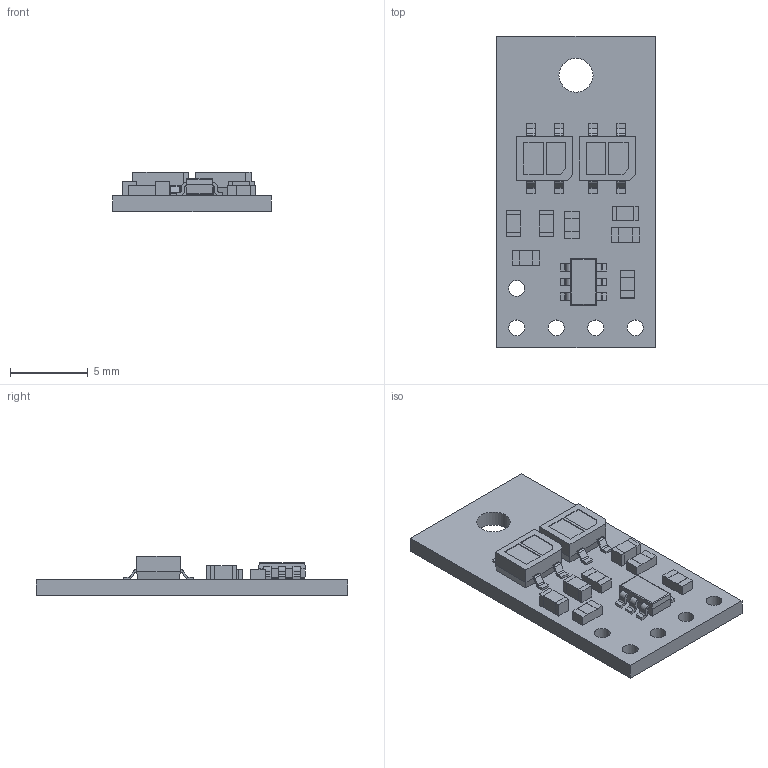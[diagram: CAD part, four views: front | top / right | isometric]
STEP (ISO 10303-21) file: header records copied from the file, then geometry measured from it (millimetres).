
FILE_DESCRIPTION (( 'STEP AP214' ), '1' );
FILE_NAME ('qtr-hd-02x-reflectance-sensor-array.step', '2018-09-28T18:07:52', ( '' ), ( '' ), 'SwSTEP 2.0', 'SolidWorks 2016', '' );
FILE_SCHEMA (( 'AUTOMOTIVE_DESIGN' ));
Length unit declared in the file: millimetre
Products named in the file (1): qtr-hd-02x-reflectance-sensor-array
Bounding box: 10.16 x 20 x 2.52 mm (x, y, z)
Volume: 242.2 mm3; surface area: 581.3 mm2
Topology: 1 solids, 1 shells, 663 faces, 1828 edges, 1204 vertices
Faces by surface type: plane 440, bspline 153, cylinder 70
Full cylindrical faces by diameter (mm): 1.016 x5, 2.184 x1
Entity records: 33359 total; most frequent: CARTESIAN_POINT 10093, ORIENTED_EDGE 3644, DIRECTION 2636, EDGE_CURVE 1822, LINE 1366, VECTOR 1366, VERTEX_POINT 1204, EDGE_LOOP 744
